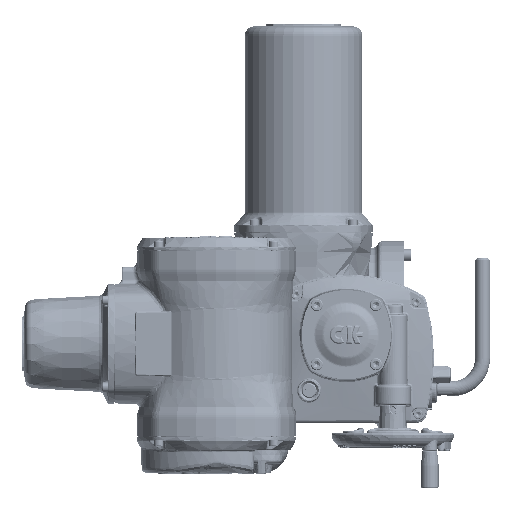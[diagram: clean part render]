
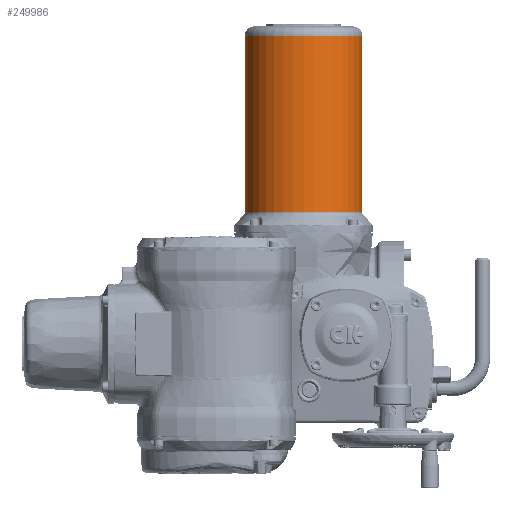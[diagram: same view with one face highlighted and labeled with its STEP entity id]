
A CAD part, top view. The second image highlights one B-rep face of the part: STEP entity #249986.
In plain terms, the highlighted cylindrical face has radius 63 mm (diameter 126 mm), a full revolution.
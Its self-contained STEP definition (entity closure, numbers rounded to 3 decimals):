
#8866=CYLINDRICAL_SURFACE('',#263377,63.);
#17784=B_SPLINE_CURVE_WITH_KNOTS('',3,(#488723,#488724,#488725,#488726,
#488727,#488728,#488729,#488730,#488731,#488732,#488733,#488734,#488735,
#488736,#488737,#488738,#488739,#488740,#488741,#488742,#488743,#488744,
#488745,#488746,#488747,#488748,#488749,#488750,#488751,#488752,#488753,
#488754,#488755,#488756,#488757,#488758),.UNSPECIFIED.,.T.,.F.,(1,1,1,1,
1,1,1,1,1,1,1,1,1,1,1,1,1,1,1,1,1,1,1,1,1,1,1,1,1,1,1,1,1,1,1,1,1,1,1,1),
(-0.095,-0.064,-0.033,0.,0.03,
0.061,0.092,0.123,0.155,0.186,
0.217,0.233,0.248,0.28,
0.311,0.342,0.373,0.405,
0.436,0.467,0.498,0.53,
0.561,0.592,0.623,0.655,
0.686,0.717,0.748,0.78,
0.811,0.842,0.873,0.905,
0.936,0.967,1.,1.03,1.061,1.092),
 .UNSPECIFIED.);
#88525=ORIENTED_EDGE('',*,*,#114555,.T.);
#88526=ORIENTED_EDGE('',*,*,#114556,.T.);
#88527=ORIENTED_EDGE('',*,*,#114357,.T.);
#114357=EDGE_CURVE('',#130280,#130280,#135083,.T.);
#114555=EDGE_CURVE('',#130402,#130402,#135131,.T.);
#114556=EDGE_CURVE('',#130403,#130403,#17784,.T.);
#130280=VERTEX_POINT('',#486642);
#130402=VERTEX_POINT('',#488722);
#130403=VERTEX_POINT('',#488759);
#135083=CIRCLE('',#263289,63.);
#135131=CIRCLE('',#263378,63.);
#146898=EDGE_LOOP('',(#88525));
#146899=EDGE_LOOP('',(#88526));
#146900=EDGE_LOOP('',(#88527));
#158946=FACE_BOUND('',#146898,.T.);
#158947=FACE_BOUND('',#146899,.T.);
#158948=FACE_BOUND('',#146900,.T.);
#249986=ADVANCED_FACE('',(#158946,#158947,#158948),#8866,.T.);
#263289=AXIS2_PLACEMENT_3D('',#486641,#300062,#300063);
#263377=AXIS2_PLACEMENT_3D('',#488720,#300270,#300271);
#263378=AXIS2_PLACEMENT_3D('',#488721,#300272,#300273);
#300062=DIRECTION('',(0.,1.,0.));
#300063=DIRECTION('',(-1.,0.,0.));
#300270=DIRECTION('',(0.,1.,0.));
#300271=DIRECTION('',(-1.,0.,0.));
#300272=DIRECTION('',(0.,-1.,0.));
#300273=DIRECTION('',(1.,0.,0.));
#486641=CARTESIAN_POINT('',(93.793,142.002,-225.777));
#486642=CARTESIAN_POINT('',(30.793,142.002,-225.777));
#488720=CARTESIAN_POINT('',(93.793,73.9,-225.777));
#488721=CARTESIAN_POINT('',(93.793,331.4,-225.777));
#488722=CARTESIAN_POINT('',(156.793,331.4,-225.777));
#488723=CARTESIAN_POINT('',(109.626,207.846,-286.758));
#488724=CARTESIAN_POINT('',(110.321,211.191,-286.571));
#488725=CARTESIAN_POINT('',(110.402,214.593,-286.548));
#488726=CARTESIAN_POINT('',(109.911,217.898,-286.682));
#488727=CARTESIAN_POINT('',(108.827,221.099,-286.963));
#488728=CARTESIAN_POINT('',(107.168,224.062,-287.351));
#488729=CARTESIAN_POINT('',(105.014,226.629,-287.786));
#488730=CARTESIAN_POINT('',(102.359,228.752,-288.214));
#488731=CARTESIAN_POINT('',(99.871,230.018,-288.499));
#488732=CARTESIAN_POINT('',(97.696,230.713,-288.663));
#488733=CARTESIAN_POINT('',(95.513,231.158,-288.771));
#488734=CARTESIAN_POINT('',(92.654,231.265,-288.798));
#488735=CARTESIAN_POINT('',(89.337,230.653,-288.647));
#488736=CARTESIAN_POINT('',(86.192,229.331,-288.341));
#488737=CARTESIAN_POINT('',(83.425,227.408,-287.936));
#488738=CARTESIAN_POINT('',(81.093,224.974,-287.496));
#488739=CARTESIAN_POINT('',(79.256,222.132,-287.084));
#488740=CARTESIAN_POINT('',(77.977,218.996,-286.762));
#488741=CARTESIAN_POINT('',(77.275,215.669,-286.573));
#488742=CARTESIAN_POINT('',(77.176,212.274,-286.546));
#488743=CARTESIAN_POINT('',(77.672,208.913,-286.681));
#488744=CARTESIAN_POINT('',(78.76,205.706,-286.962));
#488745=CARTESIAN_POINT('',(80.407,202.754,-287.349));
#488746=CARTESIAN_POINT('',(82.574,200.172,-287.786));
#488747=CARTESIAN_POINT('',(85.21,198.058,-288.212));
#488748=CARTESIAN_POINT('',(88.225,196.525,-288.558));
#488749=CARTESIAN_POINT('',(91.522,195.662,-288.766));
#488750=CARTESIAN_POINT('',(94.903,195.532,-288.798));
#488751=CARTESIAN_POINT('',(98.267,196.152,-288.647));
#488752=CARTESIAN_POINT('',(101.385,197.464,-288.342));
#488753=CARTESIAN_POINT('',(104.158,199.388,-287.937));
#488754=CARTESIAN_POINT('',(106.501,201.832,-287.494));
#488755=CARTESIAN_POINT('',(108.323,204.654,-287.086));
#488756=CARTESIAN_POINT('',(109.626,207.846,-286.758));
#488757=CARTESIAN_POINT('',(110.321,211.191,-286.571));
#488758=CARTESIAN_POINT('',(110.402,214.593,-286.548));
#488759=CARTESIAN_POINT('',(110.232,211.317,-286.595));
